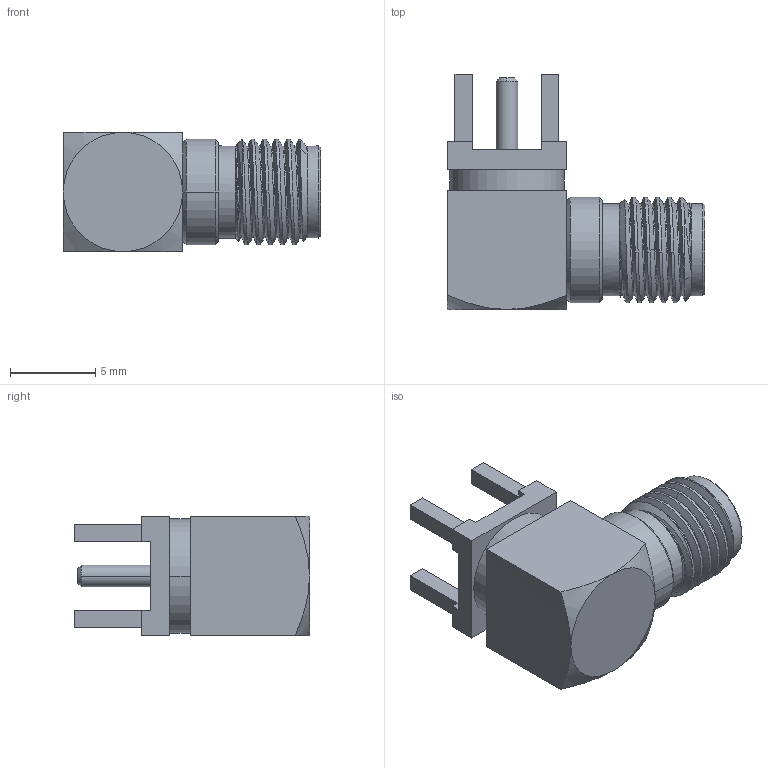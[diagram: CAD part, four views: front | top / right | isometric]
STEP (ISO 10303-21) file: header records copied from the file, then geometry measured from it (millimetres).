
FILE_DESCRIPTION (( 'STEP AP214' ), '1' );
FILE_NAME ('901-143-6RFX.STEP', '2023-07-14T11:09:00', ( '' ), ( '' ), 'SwSTEP 2.0', 'SolidWorks 2023', '' );
FILE_SCHEMA (( 'AUTOMOTIVE_DESIGN' ));
Length unit declared in the file: millimetre
Products named in the file (1): 901-143-6RFX
Bounding box: 15.1 x 13.8 x 7 mm (x, y, z)
Volume: 641.5 mm3; surface area: 706.6 mm2
Topology: 1 solids, 1 shells, 108 faces, 299 edges, 200 vertices
Faces by surface type: plane 50, cone 26, cylinder 26, bspline 6
Full cylindrical faces by diameter (mm): 5.4 x2
Entity records: 6295 total; most frequent: CARTESIAN_POINT 3584, ORIENTED_EDGE 598, DIRECTION 502, EDGE_CURVE 299, VERTEX_POINT 204, AXIS2_PLACEMENT_3D 174, VECTOR 154, LINE 154
